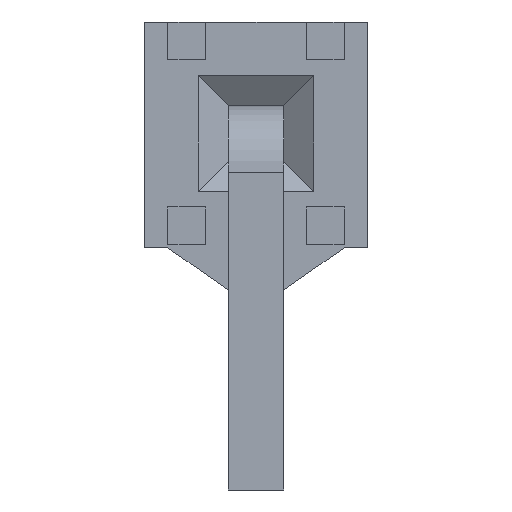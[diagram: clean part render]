
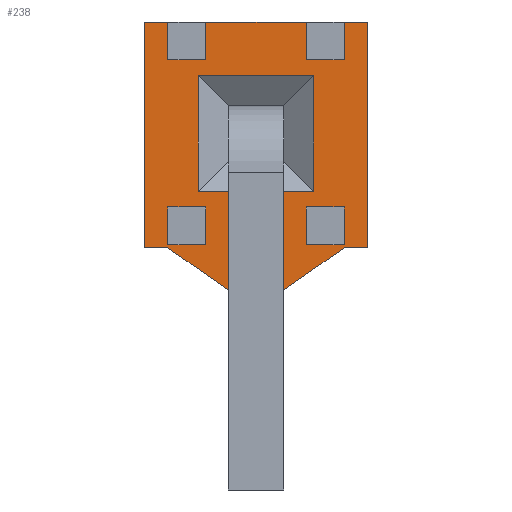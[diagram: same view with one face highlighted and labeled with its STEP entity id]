
A CAD part, front view. The second image highlights one B-rep face of the part: STEP entity #238.
In plain terms, the highlighted planar face has unit normal (0, -1, 0).
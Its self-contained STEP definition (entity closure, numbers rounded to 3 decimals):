
#46 = VERTEX_POINT('',#47);
#47 = CARTESIAN_POINT('',(0.328,0.508,1.524));
#62 = VERTEX_POINT('',#63);
#63 = CARTESIAN_POINT('',(-0.328,0.508,1.524));
#69 = EDGE_CURVE('',#46,#62,#70,.T.);
#70 = LINE('',#71,#72);
#71 = CARTESIAN_POINT('',(-1.27,0.508,1.524));
#72 = VECTOR('',#73,1.);
#73 = DIRECTION('',(-1.,0.,0.));
#181 = VERTEX_POINT('',#182);
#182 = CARTESIAN_POINT('',(-1.27,0.508,1.041));
#190 = VERTEX_POINT('',#191);
#191 = CARTESIAN_POINT('',(-1.27,0.508,-1.524));
#197 = EDGE_CURVE('',#181,#190,#198,.T.);
#198 = LINE('',#199,#200);
#199 = CARTESIAN_POINT('',(-1.27,0.508,-1.524));
#200 = VECTOR('',#201,1.);
#201 = DIRECTION('',(0.,0.,-1.));
#212 = VERTEX_POINT('',#213);
#213 = CARTESIAN_POINT('',(1.27,0.508,1.041));
#219 = EDGE_CURVE('',#220,#212,#222,.T.);
#220 = VERTEX_POINT('',#221);
#221 = CARTESIAN_POINT('',(1.27,0.508,-1.524));
#222 = LINE('',#223,#224);
#223 = CARTESIAN_POINT('',(1.27,0.508,1.524));
#224 = VECTOR('',#225,1.);
#225 = DIRECTION('',(0.,0.,1.));
#238 = ADVANCED_FACE('',(#239,#273,#307,#341),#444,.T.);
#239 = FACE_BOUND('',#240,.T.);
#240 = EDGE_LOOP('',(#241,#251,#259,#267));
#241 = ORIENTED_EDGE('',*,*,#242,.T.);
#242 = EDGE_CURVE('',#243,#245,#247,.T.);
#243 = VERTEX_POINT('',#244);
#244 = CARTESIAN_POINT('',(0.66,0.508,-0.914));
#245 = VERTEX_POINT('',#246);
#246 = CARTESIAN_POINT('',(-0.66,0.508,-0.914));
#247 = LINE('',#248,#249);
#248 = CARTESIAN_POINT('',(-1.006,0.508,-0.914));
#249 = VECTOR('',#250,1.);
#250 = DIRECTION('',(-1.,0.,0.));
#251 = ORIENTED_EDGE('',*,*,#252,.T.);
#252 = EDGE_CURVE('',#245,#253,#255,.T.);
#253 = VERTEX_POINT('',#254);
#254 = CARTESIAN_POINT('',(-0.66,0.508,0.406));
#255 = LINE('',#256,#257);
#256 = CARTESIAN_POINT('',(-0.66,0.508,3.048));
#257 = VECTOR('',#258,1.);
#258 = DIRECTION('',(0.,0.,1.));
#259 = ORIENTED_EDGE('',*,*,#260,.T.);
#260 = EDGE_CURVE('',#253,#261,#263,.T.);
#261 = VERTEX_POINT('',#262);
#262 = CARTESIAN_POINT('',(0.66,0.508,0.406));
#263 = LINE('',#264,#265);
#264 = CARTESIAN_POINT('',(-1.006,0.508,0.406));
#265 = VECTOR('',#266,1.);
#266 = DIRECTION('',(1.,0.,0.));
#267 = ORIENTED_EDGE('',*,*,#268,.T.);
#268 = EDGE_CURVE('',#261,#243,#269,.T.);
#269 = LINE('',#270,#271);
#270 = CARTESIAN_POINT('',(0.66,0.508,3.048));
#271 = VECTOR('',#272,1.);
#272 = DIRECTION('',(0.,0.,-1.));
#273 = FACE_BOUND('',#274,.T.);
#274 = EDGE_LOOP('',(#275,#285,#293,#301));
#275 = ORIENTED_EDGE('',*,*,#276,.F.);
#276 = EDGE_CURVE('',#277,#279,#281,.T.);
#277 = VERTEX_POINT('',#278);
#278 = CARTESIAN_POINT('',(-1.006,0.508,1.016));
#279 = VERTEX_POINT('',#280);
#280 = CARTESIAN_POINT('',(-1.006,0.508,0.584));
#281 = LINE('',#282,#283);
#282 = CARTESIAN_POINT('',(-1.006,0.508,3.048));
#283 = VECTOR('',#284,1.);
#284 = DIRECTION('',(0.,0.,-1.));
#285 = ORIENTED_EDGE('',*,*,#286,.F.);
#286 = EDGE_CURVE('',#287,#277,#289,.T.);
#287 = VERTEX_POINT('',#288);
#288 = CARTESIAN_POINT('',(-0.574,0.508,1.016));
#289 = LINE('',#290,#291);
#290 = CARTESIAN_POINT('',(2.54,0.508,1.016));
#291 = VECTOR('',#292,1.);
#292 = DIRECTION('',(-1.,0.,0.));
#293 = ORIENTED_EDGE('',*,*,#294,.T.);
#294 = EDGE_CURVE('',#287,#295,#297,.T.);
#295 = VERTEX_POINT('',#296);
#296 = CARTESIAN_POINT('',(-0.574,0.508,0.584));
#297 = LINE('',#298,#299);
#298 = CARTESIAN_POINT('',(-0.574,0.508,3.048));
#299 = VECTOR('',#300,1.);
#300 = DIRECTION('',(0.,0.,-1.));
#301 = ORIENTED_EDGE('',*,*,#302,.T.);
#302 = EDGE_CURVE('',#295,#279,#303,.T.);
#303 = LINE('',#304,#305);
#304 = CARTESIAN_POINT('',(2.54,0.508,0.584));
#305 = VECTOR('',#306,1.);
#306 = DIRECTION('',(-1.,0.,0.));
#307 = FACE_BOUND('',#308,.T.);
#308 = EDGE_LOOP('',(#309,#319,#327,#335));
#309 = ORIENTED_EDGE('',*,*,#310,.F.);
#310 = EDGE_CURVE('',#311,#313,#315,.T.);
#311 = VERTEX_POINT('',#312);
#312 = CARTESIAN_POINT('',(1.006,0.508,1.016));
#313 = VERTEX_POINT('',#314);
#314 = CARTESIAN_POINT('',(0.574,0.508,1.016));
#315 = LINE('',#316,#317);
#316 = CARTESIAN_POINT('',(2.54,0.508,1.016));
#317 = VECTOR('',#318,1.);
#318 = DIRECTION('',(-1.,0.,0.));
#319 = ORIENTED_EDGE('',*,*,#320,.T.);
#320 = EDGE_CURVE('',#311,#321,#323,.T.);
#321 = VERTEX_POINT('',#322);
#322 = CARTESIAN_POINT('',(1.006,0.508,0.584));
#323 = LINE('',#324,#325);
#324 = CARTESIAN_POINT('',(1.006,0.508,3.048));
#325 = VECTOR('',#326,1.);
#326 = DIRECTION('',(0.,0.,-1.));
#327 = ORIENTED_EDGE('',*,*,#328,.T.);
#328 = EDGE_CURVE('',#321,#329,#331,.T.);
#329 = VERTEX_POINT('',#330);
#330 = CARTESIAN_POINT('',(0.574,0.508,0.584));
#331 = LINE('',#332,#333);
#332 = CARTESIAN_POINT('',(2.54,0.508,0.584));
#333 = VECTOR('',#334,1.);
#334 = DIRECTION('',(-1.,0.,0.));
#335 = ORIENTED_EDGE('',*,*,#336,.F.);
#336 = EDGE_CURVE('',#313,#329,#337,.T.);
#337 = LINE('',#338,#339);
#338 = CARTESIAN_POINT('',(0.574,0.508,3.048));
#339 = VECTOR('',#340,1.);
#340 = DIRECTION('',(0.,0.,-1.));
#341 = FACE_BOUND('',#342,.T.);
#342 = EDGE_LOOP('',(#343,#344,#352,#358,#359,#367,#373,#374,#382,#390,
    #398,#406,#414,#422,#430,#438));
#343 = ORIENTED_EDGE('',*,*,#219,.T.);
#344 = ORIENTED_EDGE('',*,*,#345,.T.);
#345 = EDGE_CURVE('',#212,#346,#348,.T.);
#346 = VERTEX_POINT('',#347);
#347 = CARTESIAN_POINT('',(1.016,0.508,1.041));
#348 = LINE('',#349,#350);
#349 = CARTESIAN_POINT('',(-1.006,0.508,1.041));
#350 = VECTOR('',#351,1.);
#351 = DIRECTION('',(-1.,0.,0.));
#352 = ORIENTED_EDGE('',*,*,#353,.T.);
#353 = EDGE_CURVE('',#346,#46,#354,.T.);
#354 = LINE('',#355,#356);
#355 = CARTESIAN_POINT('',(-1.283,0.508,2.653));
#356 = VECTOR('',#357,1.);
#357 = DIRECTION('',(-0.819,0.,0.574));
#358 = ORIENTED_EDGE('',*,*,#69,.T.);
#359 = ORIENTED_EDGE('',*,*,#360,.T.);
#360 = EDGE_CURVE('',#62,#361,#363,.T.);
#361 = VERTEX_POINT('',#362);
#362 = CARTESIAN_POINT('',(-1.016,0.508,1.041));
#363 = LINE('',#364,#365);
#364 = CARTESIAN_POINT('',(-0.066,0.508,1.707));
#365 = VECTOR('',#366,1.);
#366 = DIRECTION('',(-0.819,0.,-0.574));
#367 = ORIENTED_EDGE('',*,*,#368,.T.);
#368 = EDGE_CURVE('',#361,#181,#369,.T.);
#369 = LINE('',#370,#371);
#370 = CARTESIAN_POINT('',(-1.006,0.508,1.041));
#371 = VECTOR('',#372,1.);
#372 = DIRECTION('',(-1.,0.,0.));
#373 = ORIENTED_EDGE('',*,*,#197,.T.);
#374 = ORIENTED_EDGE('',*,*,#375,.T.);
#375 = EDGE_CURVE('',#190,#376,#378,.T.);
#376 = VERTEX_POINT('',#377);
#377 = CARTESIAN_POINT('',(-1.006,0.508,-1.524));
#378 = LINE('',#379,#380);
#379 = CARTESIAN_POINT('',(1.27,0.508,-1.524));
#380 = VECTOR('',#381,1.);
#381 = DIRECTION('',(1.,0.,0.));
#382 = ORIENTED_EDGE('',*,*,#383,.F.);
#383 = EDGE_CURVE('',#384,#376,#386,.T.);
#384 = VERTEX_POINT('',#385);
#385 = CARTESIAN_POINT('',(-1.006,0.508,-1.092));
#386 = LINE('',#387,#388);
#387 = CARTESIAN_POINT('',(-1.006,0.508,3.048));
#388 = VECTOR('',#389,1.);
#389 = DIRECTION('',(0.,0.,-1.));
#390 = ORIENTED_EDGE('',*,*,#391,.F.);
#391 = EDGE_CURVE('',#392,#384,#394,.T.);
#392 = VERTEX_POINT('',#393);
#393 = CARTESIAN_POINT('',(-0.574,0.508,-1.092));
#394 = LINE('',#395,#396);
#395 = CARTESIAN_POINT('',(2.54,0.508,-1.092));
#396 = VECTOR('',#397,1.);
#397 = DIRECTION('',(-1.,0.,0.));
#398 = ORIENTED_EDGE('',*,*,#399,.T.);
#399 = EDGE_CURVE('',#392,#400,#402,.T.);
#400 = VERTEX_POINT('',#401);
#401 = CARTESIAN_POINT('',(-0.574,0.508,-1.524));
#402 = LINE('',#403,#404);
#403 = CARTESIAN_POINT('',(-0.574,0.508,3.048));
#404 = VECTOR('',#405,1.);
#405 = DIRECTION('',(0.,0.,-1.));
#406 = ORIENTED_EDGE('',*,*,#407,.T.);
#407 = EDGE_CURVE('',#400,#408,#410,.T.);
#408 = VERTEX_POINT('',#409);
#409 = CARTESIAN_POINT('',(0.574,0.508,-1.524));
#410 = LINE('',#411,#412);
#411 = CARTESIAN_POINT('',(1.27,0.508,-1.524));
#412 = VECTOR('',#413,1.);
#413 = DIRECTION('',(1.,0.,0.));
#414 = ORIENTED_EDGE('',*,*,#415,.F.);
#415 = EDGE_CURVE('',#416,#408,#418,.T.);
#416 = VERTEX_POINT('',#417);
#417 = CARTESIAN_POINT('',(0.574,0.508,-1.092));
#418 = LINE('',#419,#420);
#419 = CARTESIAN_POINT('',(0.574,0.508,3.048));
#420 = VECTOR('',#421,1.);
#421 = DIRECTION('',(0.,0.,-1.));
#422 = ORIENTED_EDGE('',*,*,#423,.F.);
#423 = EDGE_CURVE('',#424,#416,#426,.T.);
#424 = VERTEX_POINT('',#425);
#425 = CARTESIAN_POINT('',(1.006,0.508,-1.092));
#426 = LINE('',#427,#428);
#427 = CARTESIAN_POINT('',(2.54,0.508,-1.092));
#428 = VECTOR('',#429,1.);
#429 = DIRECTION('',(-1.,0.,0.));
#430 = ORIENTED_EDGE('',*,*,#431,.T.);
#431 = EDGE_CURVE('',#424,#432,#434,.T.);
#432 = VERTEX_POINT('',#433);
#433 = CARTESIAN_POINT('',(1.006,0.508,-1.524));
#434 = LINE('',#435,#436);
#435 = CARTESIAN_POINT('',(1.006,0.508,3.048));
#436 = VECTOR('',#437,1.);
#437 = DIRECTION('',(0.,0.,-1.));
#438 = ORIENTED_EDGE('',*,*,#439,.T.);
#439 = EDGE_CURVE('',#432,#220,#440,.T.);
#440 = LINE('',#441,#442);
#441 = CARTESIAN_POINT('',(1.27,0.508,-1.524));
#442 = VECTOR('',#443,1.);
#443 = DIRECTION('',(1.,0.,0.));
#444 = PLANE('',#445);
#445 = AXIS2_PLACEMENT_3D('',#446,#447,#448);
#446 = CARTESIAN_POINT('',(-1.006,0.508,3.048));
#447 = DIRECTION('',(0.,-1.,0.));
#448 = DIRECTION('',(0.,0.,-1.));
